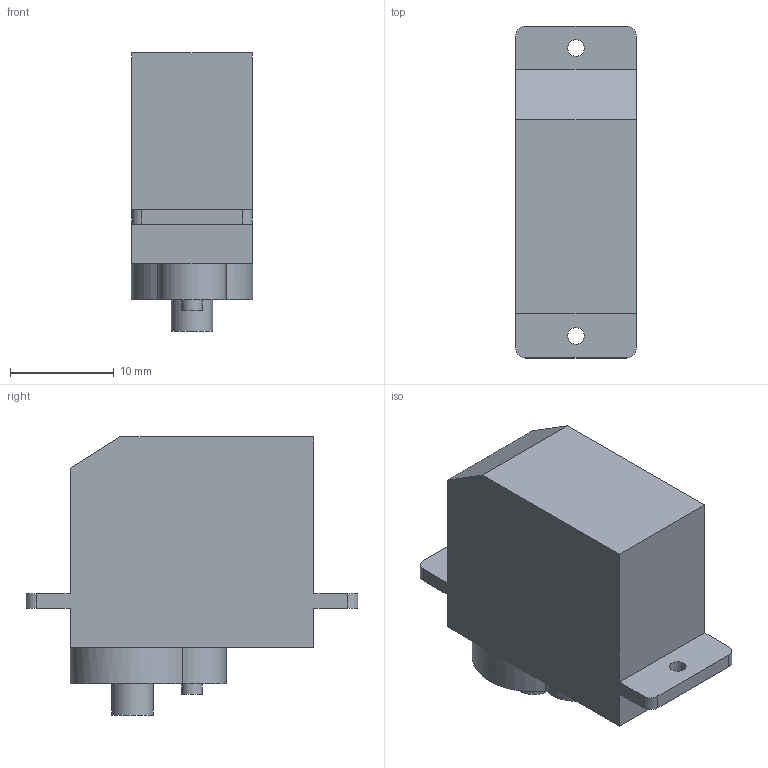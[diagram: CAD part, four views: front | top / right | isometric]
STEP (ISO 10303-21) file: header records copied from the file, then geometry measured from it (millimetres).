
FILE_DESCRIPTION(('STEP AP214'), '1');
FILE_NAME('Ñåðâîïðèâîä ES08D', '', ('UNSPECIFIED'), ('UNSPECIFIED'), 'ASCON STEP Converter 1.6', 'ASCON Math Kernel', '');
FILE_SCHEMA(('AUTOMOTIVE_DESIGN { 1 0 10303 214 3 1 1}'));
Length unit declared in the file: millimetre
Bounding box: 11.75 x 32 x 26.8 mm (x, y, z)
Volume: 6093 mm3; surface area: 2351.9 mm2
Topology: 1 solids, 1 shells, 32 faces, 79 edges, 51 vertices
Faces by surface type: plane 22, cylinder 10
Full cylindrical faces by diameter (mm): 1.6 x2, 2 x1, 4 x1
Entity records: 1231 total; most frequent: DIRECTION 166, CARTESIAN_POINT 159, ORIENTED_EDGE 150, EDGE_CURVE 75, AXIS2_PLACEMENT_3D 58, VERTEX_POINT 51, LINE 50, VECTOR 50
